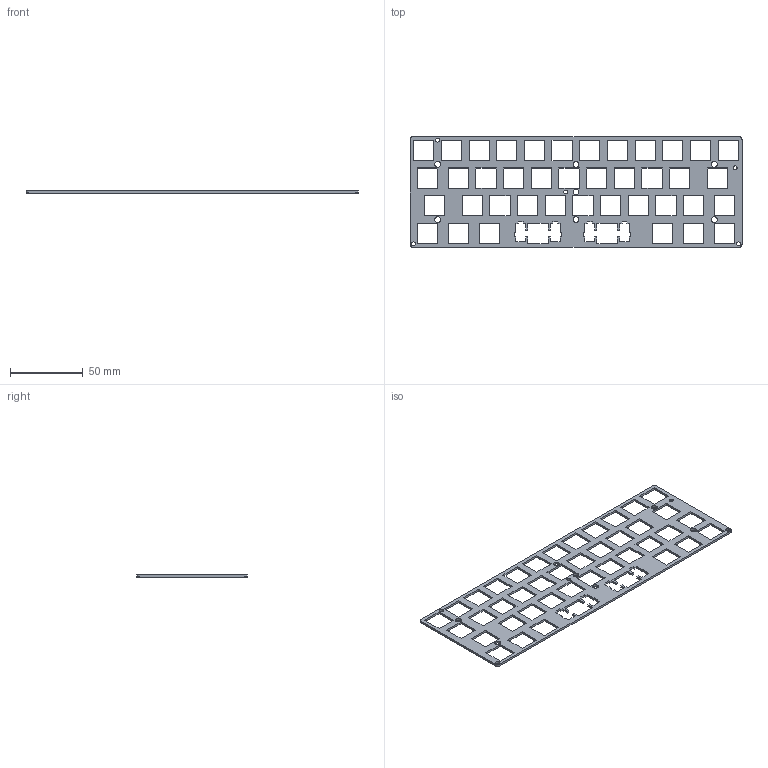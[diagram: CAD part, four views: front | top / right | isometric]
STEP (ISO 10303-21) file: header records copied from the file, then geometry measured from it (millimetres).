
FILE_DESCRIPTION(('HOOPS Exchange Step'),'2;1');
FILE_NAME('temp_export','2025-02-09T12:50:24+08:00',('tcyeee'),('Shapr3D Limited'),'HOOPS Exchange 2024.6','Shapr3D','Authorized');
FILE_SCHEMA( ('AP242_MANAGED_MODEL_BASED_3D_ENGINEERING_MIM_LF {1 0 10303 442 1 1 4 }') );
Length unit declared in the file: millimetre
Products named in the file (2): 配件; root
Assembly tree (1 placements, depth 2):
  root
    配件
Bounding box: 228.6 x 76.2 x 1.5 mm (x, y, z)
Volume: 13024 mm3; surface area: 22214 mm2
Topology: 1 solids, 1 shells, 330 faces, 1008 edges, 680 vertices
Faces by surface type: plane 318, cylinder 12
Full cylindrical faces by diameter (mm): 2.7 x5, 4 x7
Entity records: 11389 total; most frequent: CARTESIAN_POINT 2022, ORIENTED_EDGE 2016, DIRECTION 1724, EDGE_CURVE 1008, VECTOR 960, LINE 960, VERTEX_POINT 680, EDGE_LOOP 438
